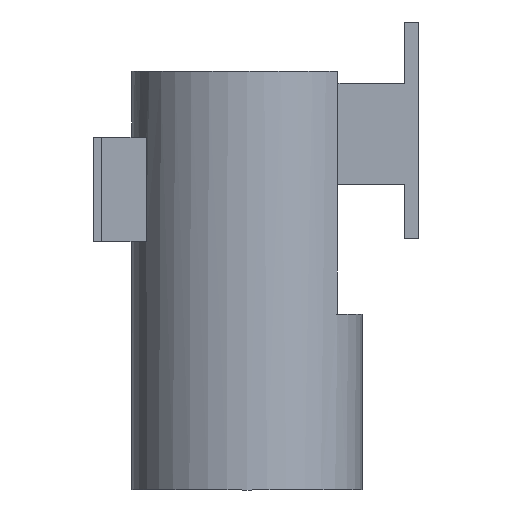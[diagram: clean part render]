
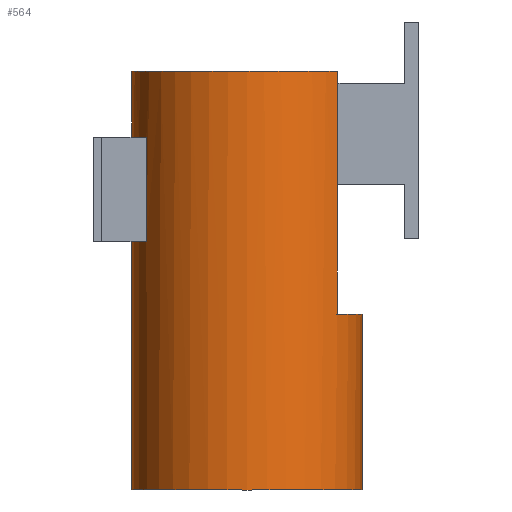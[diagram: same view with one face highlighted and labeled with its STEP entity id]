
A CAD part, left-side view. The second image highlights one B-rep face of the part: STEP entity #564.
In plain terms, the highlighted cylindrical face has radius 27.5 mm (diameter 55 mm), a full revolution.
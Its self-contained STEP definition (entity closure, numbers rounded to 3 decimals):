
#38=FACE_BOUND('',#80,.T.);
#39=FACE_BOUND('',#81,.T.);
#49=FACE_OUTER_BOUND('',#79,.T.);
#79=EDGE_LOOP('',(#395,#396,#397,#398,#399,#400,#401,#402));
#80=EDGE_LOOP('',(#403,#404,#405,#406));
#81=EDGE_LOOP('',(#407,#408,#409,#410));
#120=CIRCLE('',#609,27.5);
#121=CIRCLE('',#610,27.5);
#122=CIRCLE('',#611,27.5);
#123=CIRCLE('',#612,27.5);
#124=CIRCLE('',#613,27.5);
#125=CIRCLE('',#614,27.5);
#126=CIRCLE('',#615,27.5);
#127=CIRCLE('',#616,27.5);
#142=LINE('',#829,#201);
#143=LINE('',#833,#202);
#144=LINE('',#838,#203);
#145=LINE('',#842,#204);
#146=LINE('',#846,#205);
#147=LINE('',#850,#206);
#148=LINE('',#854,#207);
#201=VECTOR('',#664,10.);
#202=VECTOR('',#667,27.5);
#203=VECTOR('',#672,10.);
#204=VECTOR('',#675,10.);
#205=VECTOR('',#678,10.);
#206=VECTOR('',#681,10.);
#207=VECTOR('',#684,10.);
#260=VERTEX_POINT('',#827);
#261=VERTEX_POINT('',#828);
#262=VERTEX_POINT('',#830);
#263=VERTEX_POINT('',#832);
#264=VERTEX_POINT('',#835);
#265=VERTEX_POINT('',#837);
#266=VERTEX_POINT('',#840);
#267=VERTEX_POINT('',#841);
#268=VERTEX_POINT('',#843);
#269=VERTEX_POINT('',#845);
#270=VERTEX_POINT('',#848);
#271=VERTEX_POINT('',#849);
#272=VERTEX_POINT('',#851);
#273=VERTEX_POINT('',#853);
#314=EDGE_CURVE('',#260,#261,#142,.T.);
#315=EDGE_CURVE('',#262,#261,#120,.T.);
#316=EDGE_CURVE('',#262,#263,#143,.T.);
#317=EDGE_CURVE('',#263,#263,#121,.T.);
#318=EDGE_CURVE('',#264,#262,#122,.T.);
#319=EDGE_CURVE('',#264,#265,#144,.T.);
#320=EDGE_CURVE('',#265,#260,#123,.T.);
#321=EDGE_CURVE('',#266,#267,#145,.T.);
#322=EDGE_CURVE('',#267,#268,#124,.T.);
#323=EDGE_CURVE('',#268,#269,#146,.T.);
#324=EDGE_CURVE('',#269,#266,#125,.T.);
#325=EDGE_CURVE('',#270,#271,#147,.T.);
#326=EDGE_CURVE('',#272,#270,#126,.T.);
#327=EDGE_CURVE('',#273,#272,#148,.T.);
#328=EDGE_CURVE('',#271,#273,#127,.T.);
#395=ORIENTED_EDGE('',*,*,#314,.T.);
#396=ORIENTED_EDGE('',*,*,#315,.F.);
#397=ORIENTED_EDGE('',*,*,#316,.T.);
#398=ORIENTED_EDGE('',*,*,#317,.T.);
#399=ORIENTED_EDGE('',*,*,#316,.F.);
#400=ORIENTED_EDGE('',*,*,#318,.F.);
#401=ORIENTED_EDGE('',*,*,#319,.T.);
#402=ORIENTED_EDGE('',*,*,#320,.T.);
#403=ORIENTED_EDGE('',*,*,#321,.T.);
#404=ORIENTED_EDGE('',*,*,#322,.T.);
#405=ORIENTED_EDGE('',*,*,#323,.T.);
#406=ORIENTED_EDGE('',*,*,#324,.T.);
#407=ORIENTED_EDGE('',*,*,#325,.F.);
#408=ORIENTED_EDGE('',*,*,#326,.F.);
#409=ORIENTED_EDGE('',*,*,#327,.F.);
#410=ORIENTED_EDGE('',*,*,#328,.F.);
#557=CYLINDRICAL_SURFACE('',#608,27.5);
#564=ADVANCED_FACE('',(#49,#38,#39),#557,.T.);
#608=AXIS2_PLACEMENT_3D('',#826,#662,#663);
#609=AXIS2_PLACEMENT_3D('',#831,#665,#666);
#610=AXIS2_PLACEMENT_3D('',#834,#668,#669);
#611=AXIS2_PLACEMENT_3D('',#836,#670,#671);
#612=AXIS2_PLACEMENT_3D('',#839,#673,#674);
#613=AXIS2_PLACEMENT_3D('',#844,#676,#677);
#614=AXIS2_PLACEMENT_3D('',#847,#679,#680);
#615=AXIS2_PLACEMENT_3D('',#852,#682,#683);
#616=AXIS2_PLACEMENT_3D('',#855,#685,#686);
#662=DIRECTION('center_axis',(0.,0.,
1.));
#663=DIRECTION('ref_axis',(1.,0.,0.));
#664=DIRECTION('',(0.,0.,1.));
#665=DIRECTION('center_axis',(0.,0.,
1.));
#666=DIRECTION('ref_axis',(1.,0.,0.));
#667=DIRECTION('',(0.,0.,-1.));
#668=DIRECTION('center_axis',(0.,0.,
1.));
#669=DIRECTION('ref_axis',(1.,0.,0.));
#670=DIRECTION('center_axis',(0.,0.,
1.));
#671=DIRECTION('ref_axis',(1.,0.,0.));
#672=DIRECTION('',(0.,0.,-1.));
#673=DIRECTION('center_axis',(0.,0.,
-1.));
#674=DIRECTION('ref_axis',(1.,0.,0.));
#675=DIRECTION('',(0.,0.,1.));
#676=DIRECTION('center_axis',(0.,0.,
1.));
#677=DIRECTION('ref_axis',(1.,0.,0.));
#678=DIRECTION('',(0.,0.,-1.));
#679=DIRECTION('center_axis',(0.,0.,
-1.));
#680=DIRECTION('ref_axis',(1.,0.,0.));
#681=DIRECTION('',(0.,0.,1.));
#682=DIRECTION('center_axis',(0.,0.,1.));
#683=DIRECTION('ref_axis',(1.,0.,0.));
#684=DIRECTION('',(0.,0.,-1.));
#685=DIRECTION('center_axis',(0.,0.,-1.));
#686=DIRECTION('ref_axis',(1.,0.,0.));
#826=CARTESIAN_POINT('Origin',(-12.146,30.672,9.556));
#827=CARTESIAN_POINT('',(-29.146,9.056,51.556));
#828=CARTESIAN_POINT('',(-29.146,9.056,109.556));
#829=CARTESIAN_POINT('',(-29.146,9.056,9.556));
#830=CARTESIAN_POINT('',(-39.646,30.672,109.556));
#831=CARTESIAN_POINT('Origin',(-12.146,30.672,109.556));
#832=CARTESIAN_POINT('',(-39.646,30.672,9.556));
#833=CARTESIAN_POINT('',(-39.646,30.672,9.556));
#834=CARTESIAN_POINT('Origin',(-12.146,30.672,9.556));
#835=CARTESIAN_POINT('',(4.854,9.056,109.556));
#836=CARTESIAN_POINT('Origin',(-12.146,30.672,109.556));
#837=CARTESIAN_POINT('',(4.854,9.056,51.556));
#838=CARTESIAN_POINT('',(4.854,9.056,9.556));
#839=CARTESIAN_POINT('Origin',(-12.146,30.672,51.556));
#840=CARTESIAN_POINT('',(-0.505,55.587,68.819));
#841=CARTESIAN_POINT('',(-0.505,55.587,93.819));
#842=CARTESIAN_POINT('',(-0.505,55.587,9.556));
#843=CARTESIAN_POINT('',(-25.505,54.709,93.819));
#844=CARTESIAN_POINT('Origin',(-12.146,30.672,93.819));
#845=CARTESIAN_POINT('',(-25.505,54.709,68.819));
#846=CARTESIAN_POINT('',(-25.505,54.709,9.556));
#847=CARTESIAN_POINT('Origin',(-12.146,30.672,68.819));
#848=CARTESIAN_POINT('',(2.512,53.94,82.596));
#849=CARTESIAN_POINT('',(2.512,53.94,106.736));
#850=CARTESIAN_POINT('',(2.512,53.94,9.556));
#851=CARTESIAN_POINT('',(13.4,20.491,82.596));
#852=CARTESIAN_POINT('Origin',(-12.146,30.672,82.596));
#853=CARTESIAN_POINT('',(13.4,20.491,106.736));
#854=CARTESIAN_POINT('',(13.4,20.491,9.556));
#855=CARTESIAN_POINT('Origin',(-12.146,30.672,106.736));
